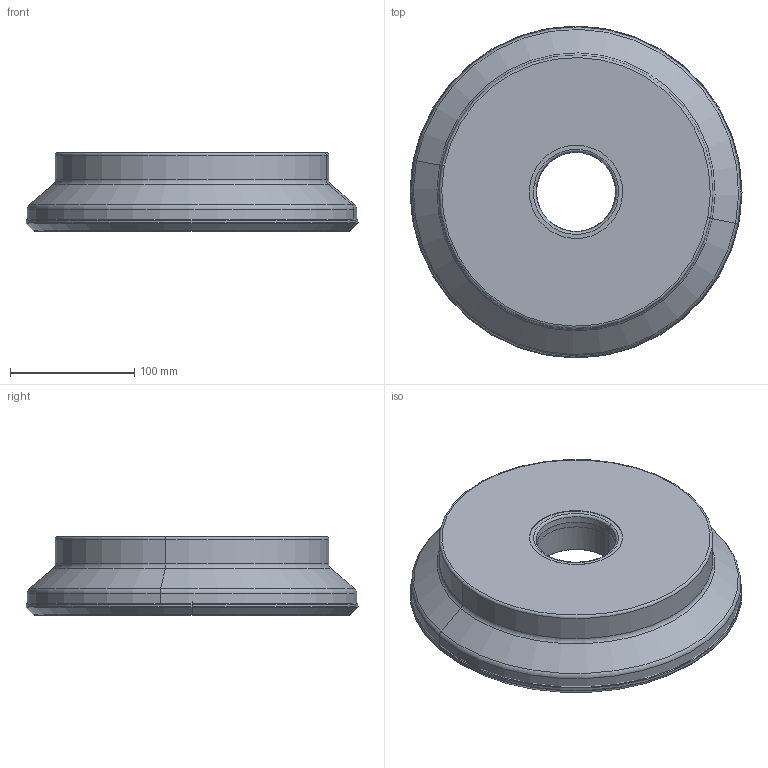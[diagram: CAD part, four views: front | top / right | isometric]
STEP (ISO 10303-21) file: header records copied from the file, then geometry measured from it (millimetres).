
FILE_DESCRIPTION(/* description */ (''),/* implementation_level */ '2;1');
FILE_NAME(/* name */ 'ASX445R1010M_IR0_059.stp',/* time_stamp */ '2023-03-06T11:55:06+09:00',/* author */ (''),/* organization */ (''),/* preprocessor_version */ 'ST-DEVELOPER v16',/* originating_system */ 'SIEMENS PLM Software NX 10.0',/* authorisation */ '');
FILE_SCHEMA (('AUTOMOTIVE_DESIGN { 1 0 10303 214 3 1 1 1 }'));
Length unit declared in the file: millimetre
Products named in the file (1): ASX445R1010M_IR0_059_ASM_1_ASM
Bounding box: 266.9 x 266.9 x 63 mm (x, y, z)
Volume: 1922516.8 mm3; surface area: 191790.1 mm2
Topology: 2 solids, 2 shells, 75 faces, 174 edges, 123 vertices
Faces by surface type: torus 28, cone 26, cylinder 14, plane 7
Entity records: 2311 total; most frequent: DIRECTION 462, CARTESIAN_POINT 382, ORIENTED_EDGE 316, AXIS2_PLACEMENT_3D 207, EDGE_CURVE 158, CIRCLE 124, VERTEX_POINT 90, EDGE_LOOP 82
